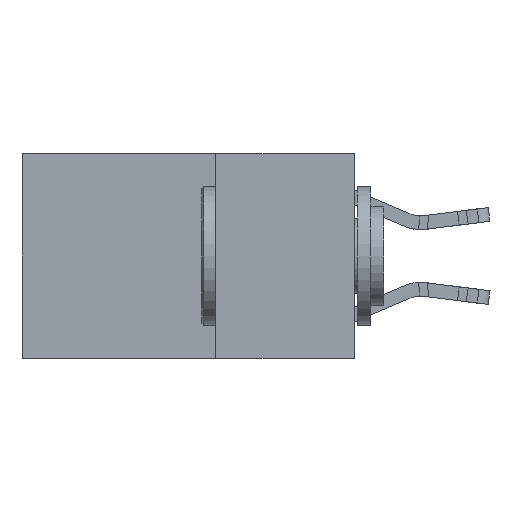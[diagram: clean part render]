
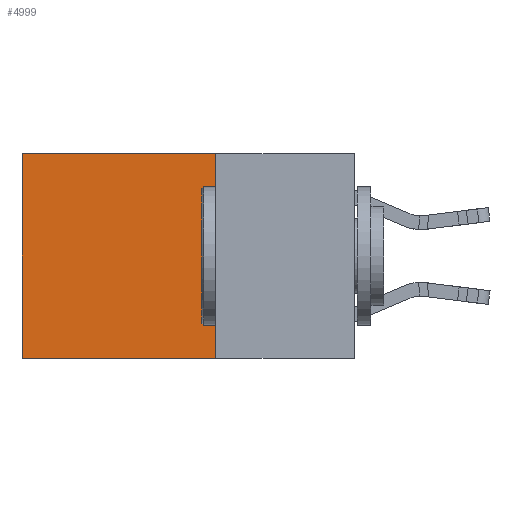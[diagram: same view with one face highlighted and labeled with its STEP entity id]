
A CAD part, left-side view. The second image highlights one B-rep face of the part: STEP entity #4999.
In plain terms, the highlighted planar face has unit normal (-1, 0, 0).
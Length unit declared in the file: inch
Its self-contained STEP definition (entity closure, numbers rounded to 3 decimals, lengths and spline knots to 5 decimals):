
#1234 = LINE ( 'NONE', #15472, #24083 ) ;
#2002 = DIRECTION ( 'NONE',  ( 0., 0., -1. ) ) ;
#3456 = VERTEX_POINT ( 'NONE', #12649 ) ;
#3637 = LINE ( 'NONE', #23108, #27891 ) ;
#4919 = EDGE_CURVE ( 'NONE', #21774, #29056, #3637, .T. ) ;
#4999 = ADVANCED_FACE ( 'NONE', ( #13412 ), #13485, .F. ) ;
#5059 = ORIENTED_EDGE ( 'NONE', *, *, #23314, .F. ) ;
#5745 = LINE ( 'NONE', #7408, #27124 ) ;
#7408 = CARTESIAN_POINT ( 'NONE',  ( 0.2625, 0.25, 0. ) ) ;
#8366 = EDGE_CURVE ( 'NONE', #15663, #29056, #19461, .T. ) ;
#8903 = DIRECTION ( 'NONE',  ( 0., 1., 0. ) ) ;
#9009 = DIRECTION ( 'NONE',  ( 0., 0., -1. ) ) ;
#9842 = ORIENTED_EDGE ( 'NONE', *, *, #8366, .T. ) ;
#12649 = CARTESIAN_POINT ( 'NONE',  ( 0.2625, 0.25, 0. ) ) ;
#13165 = ORIENTED_EDGE ( 'NONE', *, *, #20535, .T. ) ;
#13189 = AXIS2_PLACEMENT_3D ( 'NONE', #18285, #22906, #9009 ) ;
#13412 = FACE_OUTER_BOUND ( 'NONE', #29736, .T. ) ;
#13485 = PLANE ( 'NONE',  #13189 ) ;
#15472 = CARTESIAN_POINT ( 'NONE',  ( 0.2625, 0.25, 0. ) ) ;
#15663 = VERTEX_POINT ( 'NONE', #21130 ) ;
#15710 = CARTESIAN_POINT ( 'NONE',  ( 0.2625, 0.6, -0.37 ) ) ;
#18285 = CARTESIAN_POINT ( 'NONE',  ( 0.2625, 0.25, 0. ) ) ;
#19461 = LINE ( 'NONE', #22741, #21643 ) ;
#20535 = EDGE_CURVE ( 'NONE', #3456, #15663, #1234, .T. ) ;
#21130 = CARTESIAN_POINT ( 'NONE',  ( 0.2625, 0.6, 0. ) ) ;
#21643 = VECTOR ( 'NONE', #29611, 39.37008 ) ;
#21774 = VERTEX_POINT ( 'NONE', #27942 ) ;
#22741 = CARTESIAN_POINT ( 'NONE',  ( 0.2625, 0.6, 0. ) ) ;
#22742 = ORIENTED_EDGE ( 'NONE', *, *, #4919, .F. ) ;
#22906 = DIRECTION ( 'NONE',  ( 1., 0., 0. ) ) ;
#23108 = CARTESIAN_POINT ( 'NONE',  ( 0.2625, 0.25, -0.37 ) ) ;
#23314 = EDGE_CURVE ( 'NONE', #3456, #21774, #5745, .T. ) ;
#24083 = VECTOR ( 'NONE', #29279, 39.37008 ) ;
#27124 = VECTOR ( 'NONE', #2002, 39.37008 ) ;
#27891 = VECTOR ( 'NONE', #8903, 39.37008 ) ;
#27942 = CARTESIAN_POINT ( 'NONE',  ( 0.2625, 0.25, -0.37 ) ) ;
#29056 = VERTEX_POINT ( 'NONE', #15710 ) ;
#29279 = DIRECTION ( 'NONE',  ( 0., 1., 0. ) ) ;
#29611 = DIRECTION ( 'NONE',  ( 0., 0., -1. ) ) ;
#29736 = EDGE_LOOP ( 'NONE', ( #9842, #22742, #5059, #13165 ) ) ;
